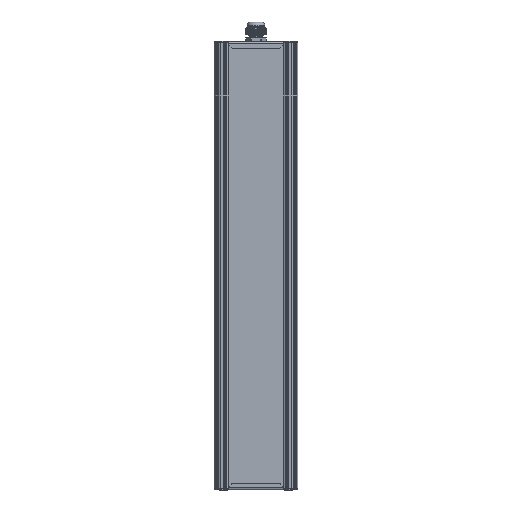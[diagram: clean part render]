
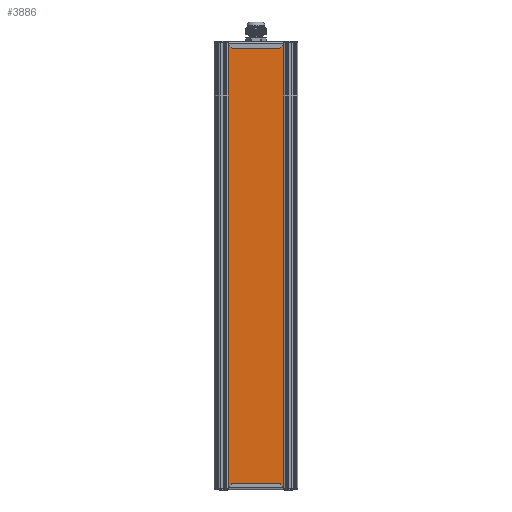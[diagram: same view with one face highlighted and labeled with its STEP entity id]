
A CAD part, front view. The second image highlights one B-rep face of the part: STEP entity #3886.
In plain terms, the highlighted face is planar.
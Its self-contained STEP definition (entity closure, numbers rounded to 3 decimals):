
#3886=ADVANCED_FACE('',(#14109),#14111,.T.);
#14109=FACE_BOUND('',#14110,.T.);
#14110=EDGE_LOOP('',(#29372,#29373,#29374,#29375));
#14111=PLANE('',#14112);
#14112=AXIS2_PLACEMENT_3D('',#14113,#14114,#14115);
#14113=CARTESIAN_POINT('',(120.465,593.492,117.308));
#14114=DIRECTION('',(0.,0.,-1.));
#14115=DIRECTION('',(0.,1.,0.));
#29372=ORIENTED_EDGE('',*,*,#37846,.T.);
#29373=ORIENTED_EDGE('',*,*,#37848,.F.);
#29374=ORIENTED_EDGE('',*,*,#37849,.F.);
#29375=ORIENTED_EDGE('',*,*,#37850,.T.);
#37846=EDGE_CURVE('',#44418,#44416,#44419,.T.);
#37848=EDGE_CURVE('',#44421,#44416,#44422,.T.);
#37849=EDGE_CURVE('',#44423,#44421,#44424,.T.);
#37850=EDGE_CURVE('',#44423,#44418,#44425,.T.);
#44416=VERTEX_POINT('',#64828);
#44418=VERTEX_POINT('',#64832);
#44419=LINE('',#64833,#64834);
#44421=VERTEX_POINT('',#64839);
#44422=LINE('',#64840,#64841);
#44423=VERTEX_POINT('',#64843);
#44424=LINE('',#64844,#64845);
#44425=LINE('',#64847,#64848);
#64828=CARTESIAN_POINT('',(566.465,679.838,117.308));
#64832=CARTESIAN_POINT('',(-29.535,679.838,117.308));
#64833=CARTESIAN_POINT('',(-29.535,679.838,117.308));
#64834=VECTOR('',#64835,1.);
#64835=DIRECTION('',(1.,0.,0.));
#64839=CARTESIAN_POINT('',(566.465,593.492,117.308));
#64840=CARTESIAN_POINT('',(566.465,593.492,117.308));
#64841=VECTOR('',#64842,1.);
#64842=DIRECTION('',(0.,1.,0.));
#64843=CARTESIAN_POINT('',(-29.535,593.492,117.308));
#64844=CARTESIAN_POINT('',(-29.535,593.492,117.308));
#64845=VECTOR('',#64846,1.);
#64846=DIRECTION('',(1.,0.,0.));
#64847=CARTESIAN_POINT('',(-29.535,593.492,117.308));
#64848=VECTOR('',#64849,1.);
#64849=DIRECTION('',(0.,1.,0.));
